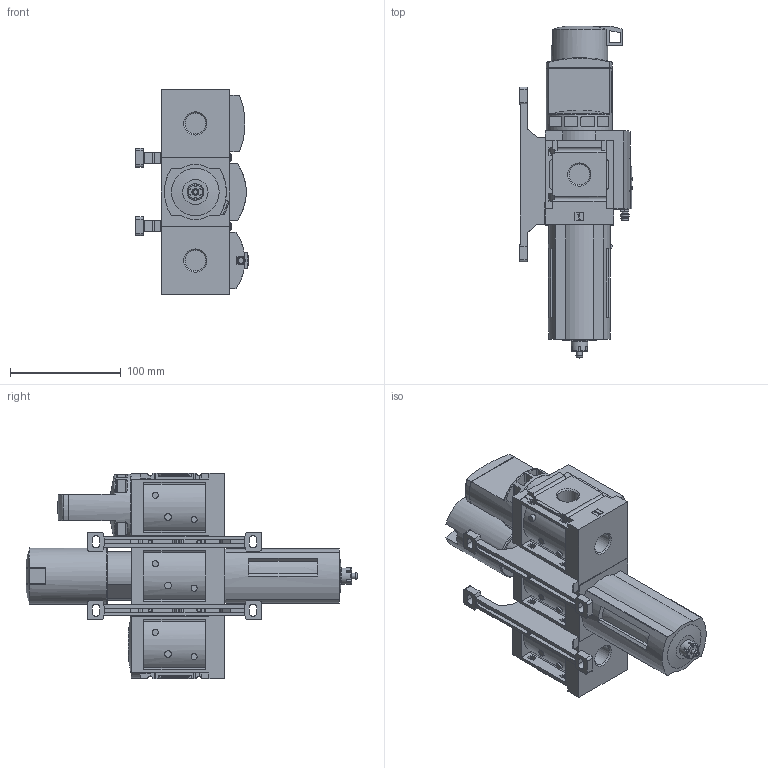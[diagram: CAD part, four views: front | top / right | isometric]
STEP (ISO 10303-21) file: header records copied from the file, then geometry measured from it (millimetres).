
FILE_DESCRIPTION(/* description */ ('STEP AP214'),/* implementation_level */ '2;1');
FILE_NAME(/* name */ '8025357_MSB6-1_2_C3_J1_F12-WP',/* time_stamp */ '2024-09-11T18:28:38+02:00',/* author */ ('License CC BY-ND 4.0'),/* organization */ ('CADENAS'),/* preprocessor_version */ 'ST-DEVELOPER v19.3',/* originating_system */ 'PARTsolutions',/* authorisation */ ' ');
FILE_SCHEMA (('AUTOMOTIVE_DESIGN {1 0 10303 214 3 1 1}'));
Length unit declared in the file: millimetre
Products named in the file (8): 8025357 MSB6-1/2:C3:J1:F12-WP; 541279 MS6-EM1-1/21D; 526490 MS6-LFR-1/2-D7-ERM-AS1D; KOND MS6-1-1; 8134994 MS6-MV-B---(0_p); 532195 MS6-WP---(w); 527676 MS6-FRM-1/2-AD71P1; 702026 MS6-SD5-D10-O-P-M8 AD7
Assembly tree (9 placements, depth 2):
  8025357 MSB6-1/2:C3:J1:F12-WP
    541279 MS6-EM1-1/21D
    526490 MS6-LFR-1/2-D7-ERM-AS1D
    KOND MS6-1-1
    8134994 MS6-MV-B---(0_p)  x2
    532195 MS6-WP---(w)  x2
    527676 MS6-FRM-1/2-AD71P1
    702026 MS6-SD5-D10-O-P-M8 AD7
Bounding box: 102.11 x 300.3 x 186 mm (x, y, z)
Volume: 1537190 mm3; surface area: 214284.2 mm2
Topology: 9 solids, 10 shells, 1153 faces, 3122 edges, 2054 vertices
Faces by surface type: plane 797, cylinder 286, cone 45, torus 21, sphere 4
Full cylindrical faces by diameter (mm): 2.75 x1, 3.242 x4, 3.4 x4, 3.8 x1, 4 x4, 4.6 x5, 5 x2, 5.5 x6, 5.8 x1, 6.5 x2, 7.6 x4, 7.8 x4, 8 x1, 10 x1, 15 x1, 18.631 x9, 29 x1, 51 x1, 60 x1
Entity records: 35484 total; most frequent: CARTESIAN_POINT 5802, ORIENTED_EDGE 5134, DIRECTION 5032, EDGE_CURVE 2567, LINE 1876, VECTOR 1876, VERTEX_POINT 1737, AXIS2_PLACEMENT_3D 1578
